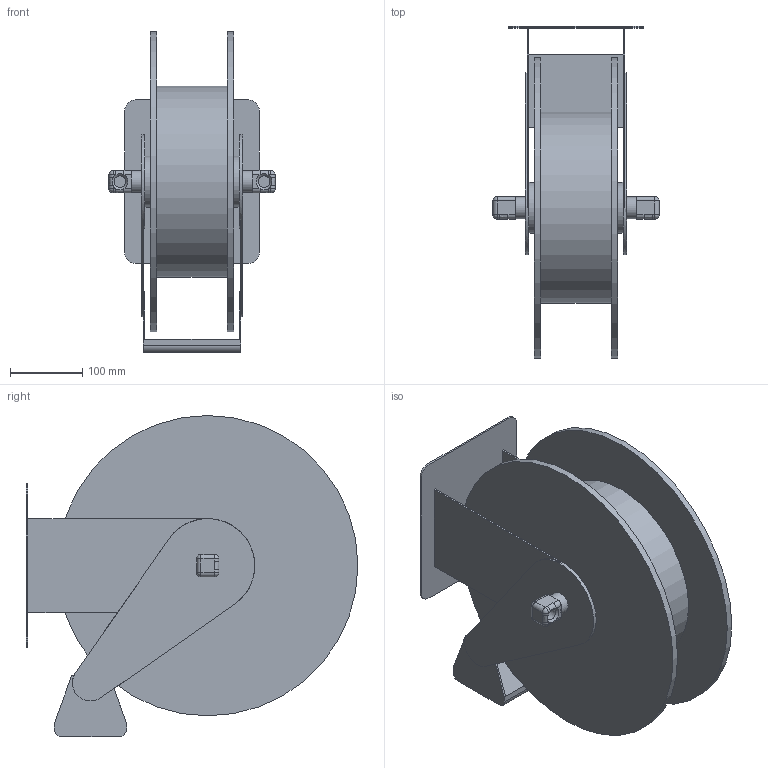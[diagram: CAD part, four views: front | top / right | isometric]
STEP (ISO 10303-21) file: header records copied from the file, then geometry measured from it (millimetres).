
FILE_DESCRIPTION( ( 'Unknown' ), '1' );
FILE_NAME( 'Serie 430 - doppia e-u.stp', 'Unknown', ( 'Unknown' ), ( 'Unknown' ), 'PSStep 16.0.42', 'Unknown', ' ' );
FILE_SCHEMA( ( 'AUTOMOTIVE_DESIGN { 1 0 10303 214 1 1 1 1 }' ) );
Length unit declared in the file: millimetre
Products named in the file (1): 1
Bounding box: 230 x 458.5 x 443.5 mm (x, y, z)
Volume: 8575876.7 mm3; surface area: 878247.2 mm2
Topology: 1 solids, 1 shells, 115 faces, 281 edges, 168 vertices
Faces by surface type: plane 58, cylinder 41, sphere 8, bspline 6, cone 2
Full cylindrical faces by diameter (mm): 16 x2, 30 x2, 70 x2, 264 x1, 415 x2
Entity records: 4946 total; most frequent: CARTESIAN_POINT 1404, DIRECTION 568, ORIENTED_EDGE 508, EDGE_CURVE 254, AXIS2_PLACEMENT_3D 210, VERTEX_POINT 160, LINE 148, VECTOR 148
